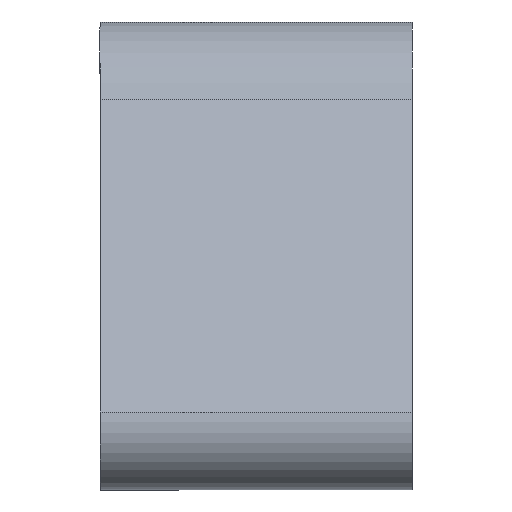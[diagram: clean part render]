
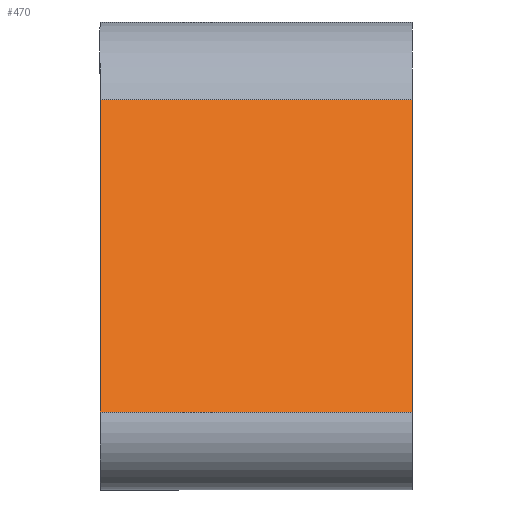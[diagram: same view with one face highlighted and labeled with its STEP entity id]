
A CAD part, left-side view. The second image highlights one B-rep face of the part: STEP entity #470.
In plain terms, the highlighted planar face has unit normal (-0.901, 0, 0.433).
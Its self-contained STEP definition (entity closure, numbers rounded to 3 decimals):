
#442 = VERTEX_POINT('',#443);
#443 = CARTESIAN_POINT('',(-0.809,0.5,1.251));
#450 = EDGE_CURVE('',#442,#451,#453,.T.);
#451 = VERTEX_POINT('',#452);
#452 = CARTESIAN_POINT('',(-0.809,-0.5,1.251));
#453 = LINE('',#454,#455);
#454 = CARTESIAN_POINT('',(-0.809,0.5,1.251));
#455 = VECTOR('',#456,1.);
#456 = DIRECTION('',(0.,-1.,0.));
#470 = ADVANCED_FACE('',(#471),#496,.F.);
#471 = FACE_BOUND('',#472,.F.);
#472 = EDGE_LOOP('',(#473,#474,#482,#490));
#473 = ORIENTED_EDGE('',*,*,#450,.T.);
#474 = ORIENTED_EDGE('',*,*,#475,.T.);
#475 = EDGE_CURVE('',#451,#476,#478,.T.);
#476 = VERTEX_POINT('',#477);
#477 = CARTESIAN_POINT('',(-1.29,-0.5,0.25));
#478 = LINE('',#479,#480);
#479 = CARTESIAN_POINT('',(-0.809,-0.5,1.251));
#480 = VECTOR('',#481,1.);
#481 = DIRECTION('',(-0.433,0.,-0.902)
  );
#482 = ORIENTED_EDGE('',*,*,#483,.F.);
#483 = EDGE_CURVE('',#484,#476,#486,.T.);
#484 = VERTEX_POINT('',#485);
#485 = CARTESIAN_POINT('',(-1.29,0.5,0.25));
#486 = LINE('',#487,#488);
#487 = CARTESIAN_POINT('',(-1.29,0.5,0.25));
#488 = VECTOR('',#489,1.);
#489 = DIRECTION('',(0.,-1.,0.));
#490 = ORIENTED_EDGE('',*,*,#491,.F.);
#491 = EDGE_CURVE('',#442,#484,#492,.T.);
#492 = LINE('',#493,#494);
#493 = CARTESIAN_POINT('',(-0.809,0.5,1.251));
#494 = VECTOR('',#495,1.);
#495 = DIRECTION('',(-0.433,0.,-0.902)
  );
#496 = PLANE('',#497);
#497 = AXIS2_PLACEMENT_3D('',#498,#499,#500);
#498 = CARTESIAN_POINT('',(-0.809,0.5,1.251));
#499 = DIRECTION('',(0.902,0.,-0.433)
  );
#500 = DIRECTION('',(-0.433,0.,-0.902)
  );
